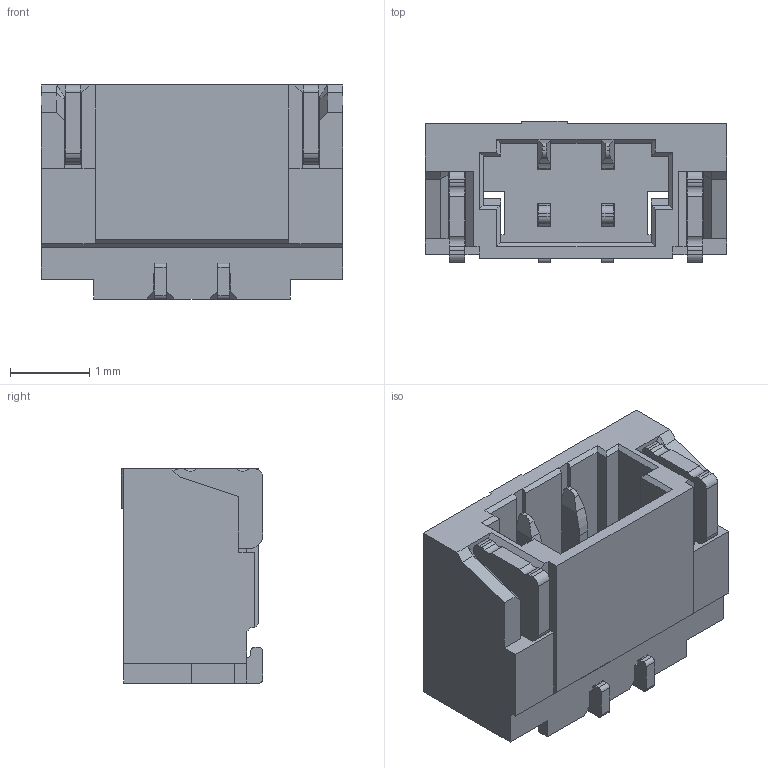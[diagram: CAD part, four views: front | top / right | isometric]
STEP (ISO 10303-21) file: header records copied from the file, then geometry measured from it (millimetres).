
FILE_DESCRIPTION(('CoCreate Modeling STEP Export'),'2;1');
FILE_NAME('WB0811H-02.stp','2021-09-09T13:50:07',(''),(''),'CoCreate Modeling STEP processor for AP214 (Solid Model)','CoCreate Modeling 16.00 13-May-2008 (C) Parametric Technology GmbH','');
FILE_SCHEMA(('AUTOMOTIVE_DESIGN { 1 0 10303 214 1 1 1 1 }'));
Length unit declared in the file: millimetre
Products named in the file (3): WB0811H-02; WB0811H-02XXX; WB0811H-02XXX.
Assembly tree (2 placements, depth 2):
  WB0811H-02XXX.
    WB0811H-02XXX
    WB0811H-02
Bounding box: 3.8 x 1.78 x 2.7 mm (x, y, z)
Volume: 11 mm3; surface area: 75 mm2
Topology: 1 solids, 1 shells, 312 faces, 1026 edges, 782 vertices
Faces by surface type: plane 228, cylinder 84
Entity records: 12070 total; most frequent: CARTESIAN_POINT 2285, DIRECTION 1887, ORIENTED_EDGE 1876, EDGE_CURVE 938, VECTOR 849, LINE 849, VERTEX_POINT 606, AXIS2_PLACEMENT_3D 519
